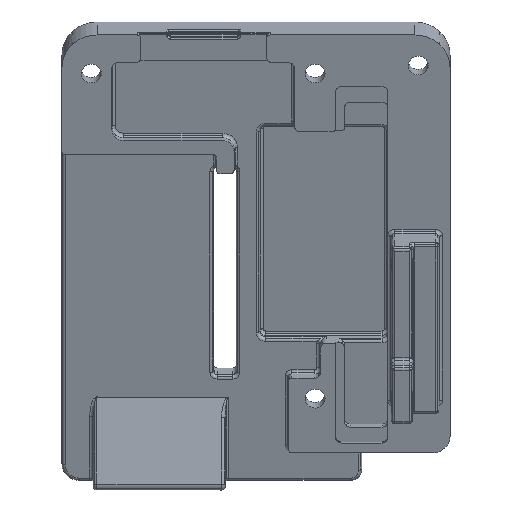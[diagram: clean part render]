
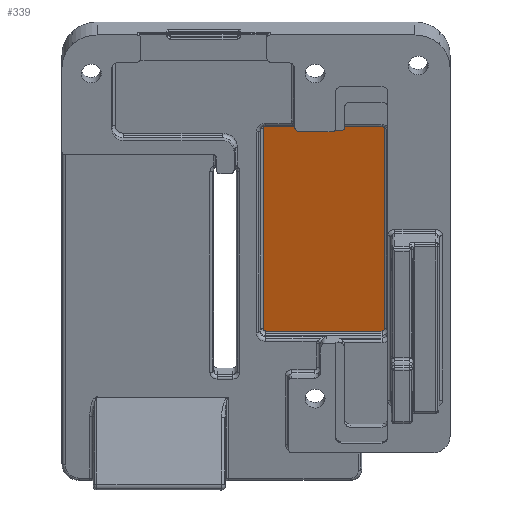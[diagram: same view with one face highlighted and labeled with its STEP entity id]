
A CAD part, top view. The second image highlights one B-rep face of the part: STEP entity #339.
In plain terms, the highlighted planar face has unit normal (0, -0.342, 0.94).
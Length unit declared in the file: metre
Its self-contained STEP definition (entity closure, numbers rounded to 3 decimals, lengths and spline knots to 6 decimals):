
#339=ADVANCED_FACE('1:5312',(#1014),#1015,.T.);
#1014=FACE_OUTER_BOUND('',#4132,.T.);
#1015=PLANE('',#4133);
#4132=EDGE_LOOP('',(#7278,#7279,#7280,#7281,#7282,#7283,#7284,#7285));
#4133=AXIS2_PLACEMENT_3D('',#7286,#7287,#7288);
#7278=ORIENTED_EDGE('',*,*,#8824,.F.);
#7279=ORIENTED_EDGE('',*,*,#8202,.F.);
#7280=ORIENTED_EDGE('',*,*,#8832,.F.);
#7281=ORIENTED_EDGE('',*,*,#8190,.F.);
#7282=ORIENTED_EDGE('',*,*,#8837,.F.);
#7283=ORIENTED_EDGE('',*,*,#8834,.F.);
#7284=ORIENTED_EDGE('',*,*,#8830,.F.);
#7285=ORIENTED_EDGE('',*,*,#8827,.F.);
#7286=CARTESIAN_POINT('',(-0.020121,-0.028629,-0.01323));
#7287=DIRECTION('',(0.,-0.342,0.94));
#7288=DIRECTION('',(0.,0.94,0.342));
#8190=EDGE_CURVE('1:6899',#9347,#9349,#9350,.T.);
#8202=EDGE_CURVE('1:6860',#9370,#9372,#9373,.T.);
#8824=EDGE_CURVE('1:6854',#9372,#10345,#10350,.T.);
#8827=EDGE_CURVE('1:6869',#10345,#10353,#10354,.T.);
#8830=EDGE_CURVE('1:6875',#10353,#10356,#10358,.T.);
#8832=EDGE_CURVE('1:6881',#9349,#9370,#10360,.T.);
#8834=EDGE_CURVE('1:6893',#10356,#10362,#10363,.T.);
#8837=EDGE_CURVE('1:6902',#10362,#9347,#10366,.T.);
#9347=VERTEX_POINT('',#11067);
#9349=VERTEX_POINT('',#11069);
#9350=LINE('',#11070,#11071);
#9370=VERTEX_POINT('',#11096);
#9372=VERTEX_POINT('',#11098);
#9373=LINE('',#11099,#11100);
#10345=VERTEX_POINT('',#12699);
#10350=CIRCLE('',#12704,0.0004);
#10353=VERTEX_POINT('',#12708);
#10354=LINE('',#12709,#12710);
#10356=VERTEX_POINT('',#12712);
#10358=CIRCLE('',#12714,0.0004);
#10360=CIRCLE('',#12716,0.0004);
#10362=VERTEX_POINT('',#12718);
#10363=LINE('',#12719,#12720);
#10366=CIRCLE('',#12723,0.0004);
#11067=CARTESIAN_POINT('',(0.001384,-0.042071,-0.018123));
#11069=CARTESIAN_POINT('',(-0.018475,-0.042071,-0.018123));
#11070=CARTESIAN_POINT('',(-0.013603,-0.042071,-0.018123));
#11071=VECTOR('',#13478,1.0);
#11096=CARTESIAN_POINT('',(-0.018875,-0.041695,-0.017986));
#11098=CARTESIAN_POINT('',(-0.018875,-0.00751,-0.005544));
#11099=CARTESIAN_POINT('',(-0.018875,-0.022409,-0.010966));
#11100=VECTOR('',#13502,1.0);
#12699=CARTESIAN_POINT('',(-0.018475,-0.007134,-0.005407));
#12704=AXIS2_PLACEMENT_3D('',#14772,#14773,#14774);
#12708=CARTESIAN_POINT('',(0.001384,-0.007134,-0.005407));
#12709=CARTESIAN_POINT('',(-0.015728,-0.007134,-0.005407));
#12710=VECTOR('',#14779,1.0);
#12712=CARTESIAN_POINT('',(0.001784,-0.00751,-0.005544));
#12714=AXIS2_PLACEMENT_3D('',#14786,#14787,#14788);
#12716=AXIS2_PLACEMENT_3D('',#14792,#14793,#14794);
#12718=CARTESIAN_POINT('',(0.001784,-0.041695,-0.017986));
#12719=CARTESIAN_POINT('',(0.001784,-0.018774,-0.009643));
#12720=VECTOR('',#14798,1.0);
#12723=AXIS2_PLACEMENT_3D('',#14805,#14806,#14807);
#13478=DIRECTION('',(-1.0,0.,0.));
#13502=DIRECTION('',(0.,0.94,0.342));
#14772=CARTESIAN_POINT('',(-0.018475,-0.00751,-0.005544));
#14773=DIRECTION('',(0.,0.342,-0.94));
#14774=DIRECTION('',(-0.707,0.664,0.242));
#14779=DIRECTION('',(1.0,0.,0.));
#14786=CARTESIAN_POINT('',(0.001384,-0.00751,-0.005544));
#14787=DIRECTION('',(0.,0.342,-0.94));
#14788=DIRECTION('',(0.707,0.664,0.242));
#14792=CARTESIAN_POINT('',(-0.018475,-0.041695,-0.017986));
#14793=DIRECTION('',(0.,0.342,-0.94));
#14794=DIRECTION('',(-0.707,-0.664,-0.242));
#14798=DIRECTION('',(0.,-0.94,-0.342));
#14805=CARTESIAN_POINT('',(0.001384,-0.041695,-0.017986));
#14806=DIRECTION('',(0.,0.342,-0.94));
#14807=DIRECTION('',(0.707,-0.664,-0.242));
